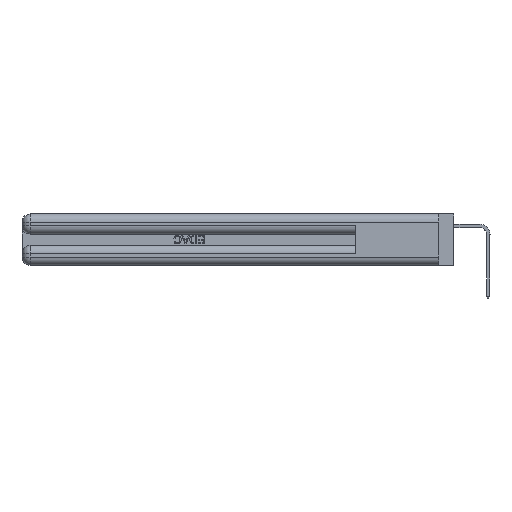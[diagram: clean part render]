
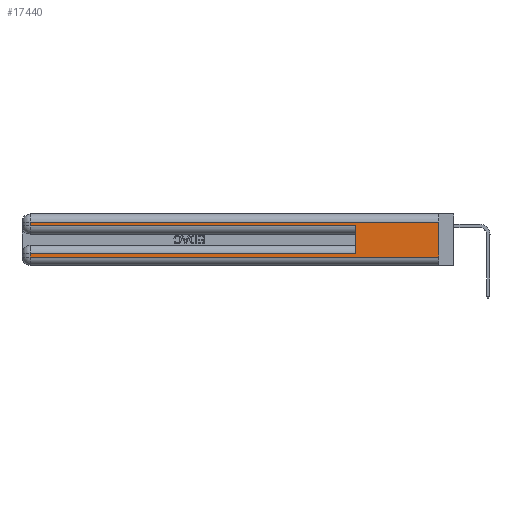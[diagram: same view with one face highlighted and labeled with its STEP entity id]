
A CAD part, left-side view. The second image highlights one B-rep face of the part: STEP entity #17440.
In plain terms, the highlighted planar face has unit normal (-1, 0, 0).
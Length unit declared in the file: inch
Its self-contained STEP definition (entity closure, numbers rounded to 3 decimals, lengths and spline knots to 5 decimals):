
#306 = ORIENTED_EDGE ( 'NONE', *, *, #17222, .F. ) ;
#1108 = DIRECTION ( 'NONE',  ( 0., 1., 0. ) ) ;
#1863 = CARTESIAN_POINT ( 'NONE',  ( 0., 0., 0.37 ) ) ;
#2461 = CARTESIAN_POINT ( 'NONE',  ( 0., 2.94, 0.37 ) ) ;
#3170 = CARTESIAN_POINT ( 'NONE',  ( 0., 0., 0.37 ) ) ;
#3184 = VECTOR ( 'NONE', #17808, 39.37008 ) ;
#4021 = VECTOR ( 'NONE', #11120, 39.37008 ) ;
#4064 = ORIENTED_EDGE ( 'NONE', *, *, #41615, .F. ) ;
#5134 = EDGE_CURVE ( 'NONE', #10225, #10761, #37492, .T. ) ;
#5181 = EDGE_LOOP ( 'NONE', ( #306, #48936, #8222, #32603, #4064, #14147, #34924, #13781 ) ) ;
#6686 = VERTEX_POINT ( 'NONE', #11652 ) ;
#7519 = DIRECTION ( 'NONE',  ( 0., 0., -1. ) ) ;
#8222 = ORIENTED_EDGE ( 'NONE', *, *, #11356, .T. ) ;
#10225 = VERTEX_POINT ( 'NONE', #33376 ) ;
#10761 = VERTEX_POINT ( 'NONE', #24474 ) ;
#11120 = DIRECTION ( 'NONE',  ( 0., 0., -1. ) ) ;
#11356 = EDGE_CURVE ( 'NONE', #28913, #23727, #15499, .T. ) ;
#11652 = CARTESIAN_POINT ( 'NONE',  ( 0., 0.6, 0.285 ) ) ;
#12350 = CARTESIAN_POINT ( 'NONE',  ( 0., 0., 0.06 ) ) ;
#13444 = DIRECTION ( 'NONE',  ( 0., 0., 1. ) ) ;
#13781 = ORIENTED_EDGE ( 'NONE', *, *, #49481, .T. ) ;
#13856 = CARTESIAN_POINT ( 'NONE',  ( 0., 0.6, 0.085 ) ) ;
#14147 = ORIENTED_EDGE ( 'NONE', *, *, #19075, .T. ) ;
#14493 = CARTESIAN_POINT ( 'NONE',  ( 0., 0., 0.085 ) ) ;
#14801 = VECTOR ( 'NONE', #27522, 39.37008 ) ;
#15499 = LINE ( 'NONE', #2461, #4021 ) ;
#16287 = EDGE_CURVE ( 'NONE', #23727, #6686, #47301, .T. ) ;
#17222 = EDGE_CURVE ( 'NONE', #52078, #38415, #43208, .T. ) ;
#17440 = ADVANCED_FACE ( 'NONE', ( #22365 ), #45975, .F. ) ;
#17808 = DIRECTION ( 'NONE',  ( 0., 0., -1. ) ) ;
#19075 = EDGE_CURVE ( 'NONE', #53168, #10225, #26262, .T. ) ;
#19913 = VECTOR ( 'NONE', #52566, 39.37008 ) ;
#20382 = VECTOR ( 'NONE', #27703, 39.37008 ) ;
#22105 = CARTESIAN_POINT ( 'NONE',  ( 0., 2.94, 0.37 ) ) ;
#22365 = FACE_OUTER_BOUND ( 'NONE', #5181, .T. ) ;
#22566 = CARTESIAN_POINT ( 'NONE',  ( 0., 0., 0.31 ) ) ;
#22667 = CARTESIAN_POINT ( 'NONE',  ( 0., 0., 0.06 ) ) ;
#23727 = VERTEX_POINT ( 'NONE', #36453 ) ;
#24474 = CARTESIAN_POINT ( 'NONE',  ( 0., 2.94, 0.06 ) ) ;
#24551 = VECTOR ( 'NONE', #29987, 39.37008 ) ;
#26262 = LINE ( 'NONE', #14493, #14801 ) ;
#27522 = DIRECTION ( 'NONE',  ( 0., 1., 0. ) ) ;
#27703 = DIRECTION ( 'NONE',  ( 0., 0., -1. ) ) ;
#28200 = CARTESIAN_POINT ( 'NONE',  ( 0., 2.94, 0.31 ) ) ;
#28913 = VERTEX_POINT ( 'NONE', #28200 ) ;
#29454 = VECTOR ( 'NONE', #1108, 39.37008 ) ;
#29806 = CARTESIAN_POINT ( 'NONE',  ( 0., 0., 0.285 ) ) ;
#29987 = DIRECTION ( 'NONE',  ( 0., -1., 0. ) ) ;
#32116 = LINE ( 'NONE', #22566, #29454 ) ;
#32603 = ORIENTED_EDGE ( 'NONE', *, *, #16287, .T. ) ;
#33274 = DIRECTION ( 'NONE',  ( 1., 0., 0. ) ) ;
#33376 = CARTESIAN_POINT ( 'NONE',  ( 0., 2.94, 0.085 ) ) ;
#34924 = ORIENTED_EDGE ( 'NONE', *, *, #5134, .T. ) ;
#36453 = CARTESIAN_POINT ( 'NONE',  ( 0., 2.94, 0.285 ) ) ;
#37250 = AXIS2_PLACEMENT_3D ( 'NONE', #3170, #33274, #7519 ) ;
#37492 = LINE ( 'NONE', #22105, #3184 ) ;
#38415 = VERTEX_POINT ( 'NONE', #12350 ) ;
#39193 = CARTESIAN_POINT ( 'NONE',  ( 0., 0.6, 0.145 ) ) ;
#40663 = CARTESIAN_POINT ( 'NONE',  ( 0., 0., 0.31 ) ) ;
#41615 = EDGE_CURVE ( 'NONE', #53168, #6686, #52146, .T. ) ;
#42743 = LINE ( 'NONE', #22667, #19913 ) ;
#43208 = LINE ( 'NONE', #1863, #20382 ) ;
#43530 = VECTOR ( 'NONE', #13444, 39.37008 ) ;
#45975 = PLANE ( 'NONE',  #37250 ) ;
#47301 = LINE ( 'NONE', #29806, #24551 ) ;
#48224 = EDGE_CURVE ( 'NONE', #52078, #28913, #32116, .T. ) ;
#48936 = ORIENTED_EDGE ( 'NONE', *, *, #48224, .T. ) ;
#49481 = EDGE_CURVE ( 'NONE', #10761, #38415, #42743, .T. ) ;
#52078 = VERTEX_POINT ( 'NONE', #40663 ) ;
#52146 = LINE ( 'NONE', #39193, #43530 ) ;
#52566 = DIRECTION ( 'NONE',  ( 0., -1., 0. ) ) ;
#53168 = VERTEX_POINT ( 'NONE', #13856 ) ;
